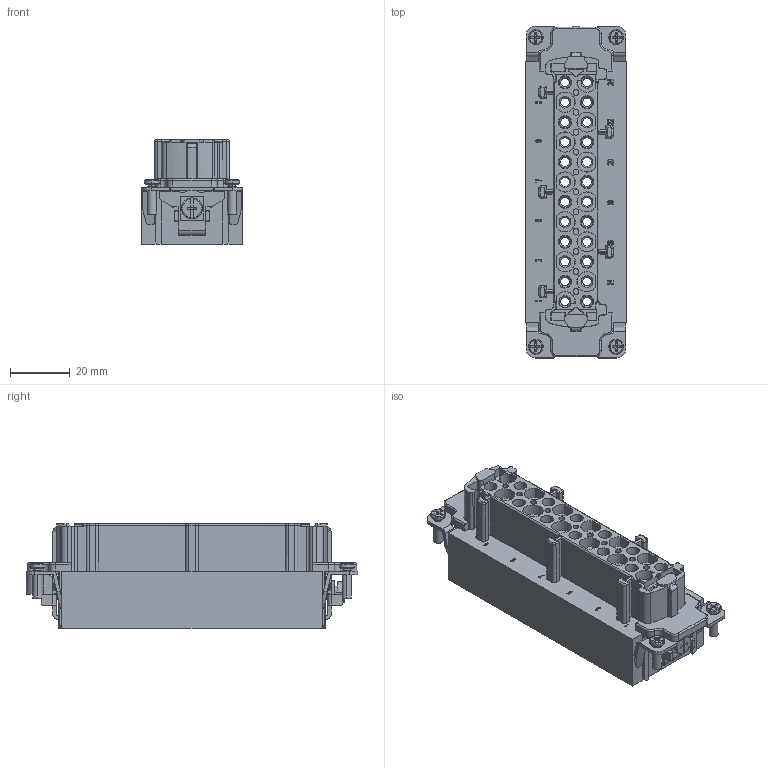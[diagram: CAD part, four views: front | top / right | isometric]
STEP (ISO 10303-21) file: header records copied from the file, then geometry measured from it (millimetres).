
FILE_DESCRIPTION((''),'2;1');
FILE_NAME('HVE-010-FC','2017-08-04T',('tl.yang'),(''),'PRO/ENGINEER BY PARAMETRIC TECHNOLOGY CORPORATION, 2011500','PRO/ENGINEER BY PARAMETRIC TECHNOLOGY CORPORATION, 2011500','');
FILE_SCHEMA(('CONFIG_CONTROL_DESIGN'));
Products named in the file (1): HVE-010-FC
Bounding box: 33.9 x 111.6 x 35.2 mm (x, y, z)
Volume: 70279 mm3; surface area: 34003.3 mm2
Topology: 1 solids, 1 shells, 2246 faces, 6254 edges, 4139 vertices
Faces by surface type: plane 1633, cylinder 351, cone 186, bspline 58, torus 18
Entity records: 73828 total; most frequent: CARTESIAN_POINT 15585, ORIENTED_EDGE 12508, DIRECTION 11465, EDGE_CURVE 6254, VECTOR 4881, LINE 4881, VERTEX_POINT 4139, AXIS2_PLACEMENT_3D 3292
